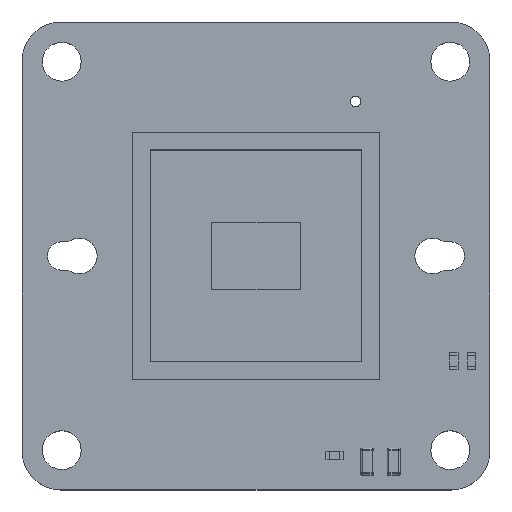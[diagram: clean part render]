
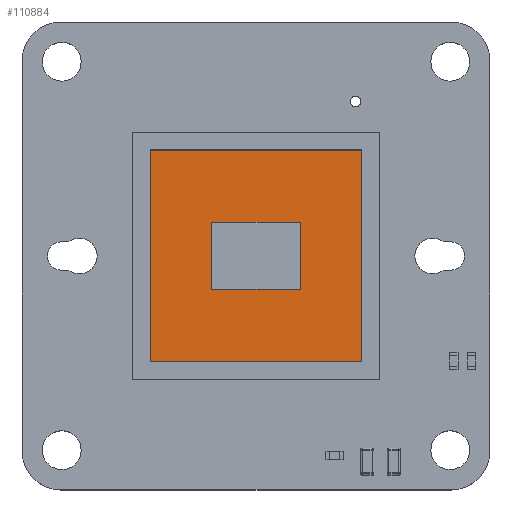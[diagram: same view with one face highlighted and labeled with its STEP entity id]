
A CAD part, top view. The second image highlights one B-rep face of the part: STEP entity #110884.
In plain terms, the highlighted face is planar.
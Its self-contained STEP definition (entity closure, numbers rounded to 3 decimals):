
#110884 = ADVANCED_FACE('',(#110885,#111004),#110899,.T.);
#110885 = FACE_BOUND('',#110886,.T.);
#110886 = EDGE_LOOP('',(#110887,#110922,#110950,#110978));
#110887 = ORIENTED_EDGE('',*,*,#110888,.T.);
#110888 = EDGE_CURVE('',#110889,#110891,#110893,.T.);
#110889 = VERTEX_POINT('',#110890);
#110890 = CARTESIAN_POINT('',(6.,0.56,6.));
#110891 = VERTEX_POINT('',#110892);
#110892 = CARTESIAN_POINT('',(6.,0.56,-6.));
#110893 = SURFACE_CURVE('',#110894,(#110898,#110910),.PCURVE_S1.);
#110894 = LINE('',#110895,#110896);
#110895 = CARTESIAN_POINT('',(6.,0.56,-6.));
#110896 = VECTOR('',#110897,1.);
#110897 = DIRECTION('',(0.,0.,-1.));
#110898 = PCURVE('',#110899,#110904);
#110899 = PLANE('',#110900);
#110900 = AXIS2_PLACEMENT_3D('',#110901,#110902,#110903);
#110901 = CARTESIAN_POINT('',(0.,0.56,0.));
#110902 = DIRECTION('',(0.,1.,0.));
#110903 = DIRECTION('',(0.,0.,1.));
#110904 = DEFINITIONAL_REPRESENTATION('',(#110905),#110909);
#110905 = LINE('',#110906,#110907);
#110906 = CARTESIAN_POINT('',(-6.,6.));
#110907 = VECTOR('',#110908,1.);
#110908 = DIRECTION('',(-1.,0.));
#110909 = ( GEOMETRIC_REPRESENTATION_CONTEXT(2) 
PARAMETRIC_REPRESENTATION_CONTEXT() REPRESENTATION_CONTEXT('2D SPACE',''
  ) );
#110910 = PCURVE('',#110911,#110916);
#110911 = PLANE('',#110912);
#110912 = AXIS2_PLACEMENT_3D('',#110913,#110914,#110915);
#110913 = CARTESIAN_POINT('',(6.,2.02,-6.));
#110914 = DIRECTION('',(-1.,0.,0.));
#110915 = DIRECTION('',(0.,0.,1.));
#110916 = DEFINITIONAL_REPRESENTATION('',(#110917),#110921);
#110917 = LINE('',#110918,#110919);
#110918 = CARTESIAN_POINT('',(0.,-1.46));
#110919 = VECTOR('',#110920,1.);
#110920 = DIRECTION('',(-1.,0.));
#110921 = ( GEOMETRIC_REPRESENTATION_CONTEXT(2) 
PARAMETRIC_REPRESENTATION_CONTEXT() REPRESENTATION_CONTEXT('2D SPACE',''
  ) );
#110922 = ORIENTED_EDGE('',*,*,#110923,.T.);
#110923 = EDGE_CURVE('',#110891,#110924,#110926,.T.);
#110924 = VERTEX_POINT('',#110925);
#110925 = CARTESIAN_POINT('',(-6.,0.56,-6.));
#110926 = SURFACE_CURVE('',#110927,(#110931,#110938),.PCURVE_S1.);
#110927 = LINE('',#110928,#110929);
#110928 = CARTESIAN_POINT('',(-6.,0.56,-6.));
#110929 = VECTOR('',#110930,1.);
#110930 = DIRECTION('',(-1.,0.,0.));
#110931 = PCURVE('',#110899,#110932);
#110932 = DEFINITIONAL_REPRESENTATION('',(#110933),#110937);
#110933 = LINE('',#110934,#110935);
#110934 = CARTESIAN_POINT('',(-6.,-6.));
#110935 = VECTOR('',#110936,1.);
#110936 = DIRECTION('',(0.,-1.));
#110937 = ( GEOMETRIC_REPRESENTATION_CONTEXT(2) 
PARAMETRIC_REPRESENTATION_CONTEXT() REPRESENTATION_CONTEXT('2D SPACE',''
  ) );
#110938 = PCURVE('',#110939,#110944);
#110939 = PLANE('',#110940);
#110940 = AXIS2_PLACEMENT_3D('',#110941,#110942,#110943);
#110941 = CARTESIAN_POINT('',(-6.,2.02,-6.));
#110942 = DIRECTION('',(0.,0.,1.));
#110943 = DIRECTION('',(1.,0.,0.));
#110944 = DEFINITIONAL_REPRESENTATION('',(#110945),#110949);
#110945 = LINE('',#110946,#110947);
#110946 = CARTESIAN_POINT('',(0.,-1.46));
#110947 = VECTOR('',#110948,1.);
#110948 = DIRECTION('',(-1.,0.));
#110949 = ( GEOMETRIC_REPRESENTATION_CONTEXT(2) 
PARAMETRIC_REPRESENTATION_CONTEXT() REPRESENTATION_CONTEXT('2D SPACE',''
  ) );
#110950 = ORIENTED_EDGE('',*,*,#110951,.T.);
#110951 = EDGE_CURVE('',#110924,#110952,#110954,.T.);
#110952 = VERTEX_POINT('',#110953);
#110953 = CARTESIAN_POINT('',(-6.,0.56,6.));
#110954 = SURFACE_CURVE('',#110955,(#110959,#110966),.PCURVE_S1.);
#110955 = LINE('',#110956,#110957);
#110956 = CARTESIAN_POINT('',(-6.,0.56,-6.));
#110957 = VECTOR('',#110958,1.);
#110958 = DIRECTION('',(0.,0.,1.));
#110959 = PCURVE('',#110899,#110960);
#110960 = DEFINITIONAL_REPRESENTATION('',(#110961),#110965);
#110961 = LINE('',#110962,#110963);
#110962 = CARTESIAN_POINT('',(-6.,-6.));
#110963 = VECTOR('',#110964,1.);
#110964 = DIRECTION('',(1.,0.));
#110965 = ( GEOMETRIC_REPRESENTATION_CONTEXT(2) 
PARAMETRIC_REPRESENTATION_CONTEXT() REPRESENTATION_CONTEXT('2D SPACE',''
  ) );
#110966 = PCURVE('',#110967,#110972);
#110967 = PLANE('',#110968);
#110968 = AXIS2_PLACEMENT_3D('',#110969,#110970,#110971);
#110969 = CARTESIAN_POINT('',(-6.,2.02,-6.));
#110970 = DIRECTION('',(1.,0.,0.));
#110971 = DIRECTION('',(0.,0.,-1.));
#110972 = DEFINITIONAL_REPRESENTATION('',(#110973),#110977);
#110973 = LINE('',#110974,#110975);
#110974 = CARTESIAN_POINT('',(0.,-1.46));
#110975 = VECTOR('',#110976,1.);
#110976 = DIRECTION('',(-1.,0.));
#110977 = ( GEOMETRIC_REPRESENTATION_CONTEXT(2) 
PARAMETRIC_REPRESENTATION_CONTEXT() REPRESENTATION_CONTEXT('2D SPACE',''
  ) );
#110978 = ORIENTED_EDGE('',*,*,#110979,.T.);
#110979 = EDGE_CURVE('',#110952,#110889,#110980,.T.);
#110980 = SURFACE_CURVE('',#110981,(#110985,#110992),.PCURVE_S1.);
#110981 = LINE('',#110982,#110983);
#110982 = CARTESIAN_POINT('',(-6.,0.56,6.));
#110983 = VECTOR('',#110984,1.);
#110984 = DIRECTION('',(1.,0.,0.));
#110985 = PCURVE('',#110899,#110986);
#110986 = DEFINITIONAL_REPRESENTATION('',(#110987),#110991);
#110987 = LINE('',#110988,#110989);
#110988 = CARTESIAN_POINT('',(6.,-6.));
#110989 = VECTOR('',#110990,1.);
#110990 = DIRECTION('',(0.,1.));
#110991 = ( GEOMETRIC_REPRESENTATION_CONTEXT(2) 
PARAMETRIC_REPRESENTATION_CONTEXT() REPRESENTATION_CONTEXT('2D SPACE',''
  ) );
#110992 = PCURVE('',#110993,#110998);
#110993 = PLANE('',#110994);
#110994 = AXIS2_PLACEMENT_3D('',#110995,#110996,#110997);
#110995 = CARTESIAN_POINT('',(-6.,2.02,6.));
#110996 = DIRECTION('',(0.,0.,-1.));
#110997 = DIRECTION('',(-1.,0.,0.));
#110998 = DEFINITIONAL_REPRESENTATION('',(#110999),#111003);
#110999 = LINE('',#111000,#111001);
#111000 = CARTESIAN_POINT('',(0.,-1.46));
#111001 = VECTOR('',#111002,1.);
#111002 = DIRECTION('',(-1.,0.));
#111003 = ( GEOMETRIC_REPRESENTATION_CONTEXT(2) 
PARAMETRIC_REPRESENTATION_CONTEXT() REPRESENTATION_CONTEXT('2D SPACE',''
  ) );
#111004 = FACE_BOUND('',#111005,.T.);
#111005 = EDGE_LOOP('',(#111006,#111036,#111064,#111092));
#111006 = ORIENTED_EDGE('',*,*,#111007,.F.);
#111007 = EDGE_CURVE('',#111008,#111010,#111012,.T.);
#111008 = VERTEX_POINT('',#111009);
#111009 = CARTESIAN_POINT('',(2.512,0.56,-1.894));
#111010 = VERTEX_POINT('',#111011);
#111011 = CARTESIAN_POINT('',(-2.512,0.56,-1.894));
#111012 = SURFACE_CURVE('',#111013,(#111017,#111024),.PCURVE_S1.);
#111013 = LINE('',#111014,#111015);
#111014 = CARTESIAN_POINT('',(-2.512,0.56,-1.894));
#111015 = VECTOR('',#111016,1.);
#111016 = DIRECTION('',(-1.,0.,0.));
#111017 = PCURVE('',#110899,#111018);
#111018 = DEFINITIONAL_REPRESENTATION('',(#111019),#111023);
#111019 = LINE('',#111020,#111021);
#111020 = CARTESIAN_POINT('',(-1.894,-2.512));
#111021 = VECTOR('',#111022,1.);
#111022 = DIRECTION('',(0.,-1.));
#111023 = ( GEOMETRIC_REPRESENTATION_CONTEXT(2) 
PARAMETRIC_REPRESENTATION_CONTEXT() REPRESENTATION_CONTEXT('2D SPACE',''
  ) );
#111024 = PCURVE('',#111025,#111030);
#111025 = PLANE('',#111026);
#111026 = AXIS2_PLACEMENT_3D('',#111027,#111028,#111029);
#111027 = CARTESIAN_POINT('',(-2.512,0.92,-1.894));
#111028 = DIRECTION('',(0.,0.,1.));
#111029 = DIRECTION('',(1.,0.,0.));
#111030 = DEFINITIONAL_REPRESENTATION('',(#111031),#111035);
#111031 = LINE('',#111032,#111033);
#111032 = CARTESIAN_POINT('',(0.,-0.36));
#111033 = VECTOR('',#111034,1.);
#111034 = DIRECTION('',(-1.,0.));
#111035 = ( GEOMETRIC_REPRESENTATION_CONTEXT(2) 
PARAMETRIC_REPRESENTATION_CONTEXT() REPRESENTATION_CONTEXT('2D SPACE',''
  ) );
#111036 = ORIENTED_EDGE('',*,*,#111037,.F.);
#111037 = EDGE_CURVE('',#111038,#111008,#111040,.T.);
#111038 = VERTEX_POINT('',#111039);
#111039 = CARTESIAN_POINT('',(2.512,0.56,1.894));
#111040 = SURFACE_CURVE('',#111041,(#111045,#111052),.PCURVE_S1.);
#111041 = LINE('',#111042,#111043);
#111042 = CARTESIAN_POINT('',(2.512,0.56,-1.894));
#111043 = VECTOR('',#111044,1.);
#111044 = DIRECTION('',(0.,0.,-1.));
#111045 = PCURVE('',#110899,#111046);
#111046 = DEFINITIONAL_REPRESENTATION('',(#111047),#111051);
#111047 = LINE('',#111048,#111049);
#111048 = CARTESIAN_POINT('',(-1.894,2.512));
#111049 = VECTOR('',#111050,1.);
#111050 = DIRECTION('',(-1.,0.));
#111051 = ( GEOMETRIC_REPRESENTATION_CONTEXT(2) 
PARAMETRIC_REPRESENTATION_CONTEXT() REPRESENTATION_CONTEXT('2D SPACE',''
  ) );
#111052 = PCURVE('',#111053,#111058);
#111053 = PLANE('',#111054);
#111054 = AXIS2_PLACEMENT_3D('',#111055,#111056,#111057);
#111055 = CARTESIAN_POINT('',(2.512,0.92,-1.894));
#111056 = DIRECTION('',(-1.,0.,0.));
#111057 = DIRECTION('',(0.,0.,1.));
#111058 = DEFINITIONAL_REPRESENTATION('',(#111059),#111063);
#111059 = LINE('',#111060,#111061);
#111060 = CARTESIAN_POINT('',(0.,-0.36));
#111061 = VECTOR('',#111062,1.);
#111062 = DIRECTION('',(-1.,0.));
#111063 = ( GEOMETRIC_REPRESENTATION_CONTEXT(2) 
PARAMETRIC_REPRESENTATION_CONTEXT() REPRESENTATION_CONTEXT('2D SPACE',''
  ) );
#111064 = ORIENTED_EDGE('',*,*,#111065,.F.);
#111065 = EDGE_CURVE('',#111066,#111038,#111068,.T.);
#111066 = VERTEX_POINT('',#111067);
#111067 = CARTESIAN_POINT('',(-2.512,0.56,1.894));
#111068 = SURFACE_CURVE('',#111069,(#111073,#111080),.PCURVE_S1.);
#111069 = LINE('',#111070,#111071);
#111070 = CARTESIAN_POINT('',(-2.512,0.56,1.894));
#111071 = VECTOR('',#111072,1.);
#111072 = DIRECTION('',(1.,0.,0.));
#111073 = PCURVE('',#110899,#111074);
#111074 = DEFINITIONAL_REPRESENTATION('',(#111075),#111079);
#111075 = LINE('',#111076,#111077);
#111076 = CARTESIAN_POINT('',(1.894,-2.512));
#111077 = VECTOR('',#111078,1.);
#111078 = DIRECTION('',(0.,1.));
#111079 = ( GEOMETRIC_REPRESENTATION_CONTEXT(2) 
PARAMETRIC_REPRESENTATION_CONTEXT() REPRESENTATION_CONTEXT('2D SPACE',''
  ) );
#111080 = PCURVE('',#111081,#111086);
#111081 = PLANE('',#111082);
#111082 = AXIS2_PLACEMENT_3D('',#111083,#111084,#111085);
#111083 = CARTESIAN_POINT('',(-2.512,0.92,1.894));
#111084 = DIRECTION('',(0.,0.,-1.));
#111085 = DIRECTION('',(-1.,0.,0.));
#111086 = DEFINITIONAL_REPRESENTATION('',(#111087),#111091);
#111087 = LINE('',#111088,#111089);
#111088 = CARTESIAN_POINT('',(0.,-0.36));
#111089 = VECTOR('',#111090,1.);
#111090 = DIRECTION('',(-1.,0.));
#111091 = ( GEOMETRIC_REPRESENTATION_CONTEXT(2) 
PARAMETRIC_REPRESENTATION_CONTEXT() REPRESENTATION_CONTEXT('2D SPACE',''
  ) );
#111092 = ORIENTED_EDGE('',*,*,#111093,.F.);
#111093 = EDGE_CURVE('',#111010,#111066,#111094,.T.);
#111094 = SURFACE_CURVE('',#111095,(#111099,#111106),.PCURVE_S1.);
#111095 = LINE('',#111096,#111097);
#111096 = CARTESIAN_POINT('',(-2.512,0.56,-1.894));
#111097 = VECTOR('',#111098,1.);
#111098 = DIRECTION('',(0.,0.,1.));
#111099 = PCURVE('',#110899,#111100);
#111100 = DEFINITIONAL_REPRESENTATION('',(#111101),#111105);
#111101 = LINE('',#111102,#111103);
#111102 = CARTESIAN_POINT('',(-1.894,-2.512));
#111103 = VECTOR('',#111104,1.);
#111104 = DIRECTION('',(1.,0.));
#111105 = ( GEOMETRIC_REPRESENTATION_CONTEXT(2) 
PARAMETRIC_REPRESENTATION_CONTEXT() REPRESENTATION_CONTEXT('2D SPACE',''
  ) );
#111106 = PCURVE('',#111107,#111112);
#111107 = PLANE('',#111108);
#111108 = AXIS2_PLACEMENT_3D('',#111109,#111110,#111111);
#111109 = CARTESIAN_POINT('',(-2.512,0.92,-1.894));
#111110 = DIRECTION('',(1.,0.,0.));
#111111 = DIRECTION('',(0.,0.,-1.));
#111112 = DEFINITIONAL_REPRESENTATION('',(#111113),#111117);
#111113 = LINE('',#111114,#111115);
#111114 = CARTESIAN_POINT('',(0.,-0.36));
#111115 = VECTOR('',#111116,1.);
#111116 = DIRECTION('',(-1.,0.));
#111117 = ( GEOMETRIC_REPRESENTATION_CONTEXT(2) 
PARAMETRIC_REPRESENTATION_CONTEXT() REPRESENTATION_CONTEXT('2D SPACE',''
  ) );
